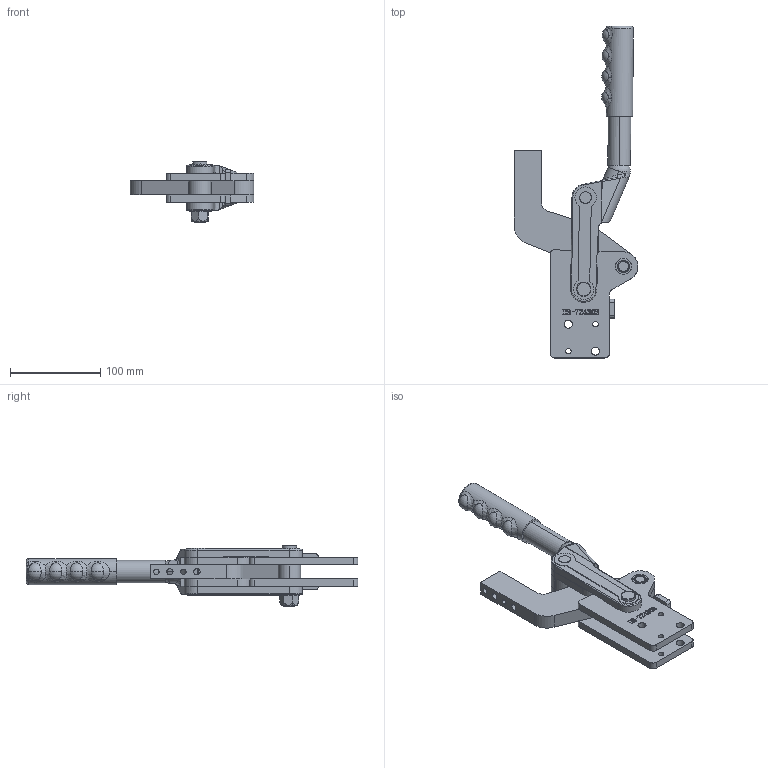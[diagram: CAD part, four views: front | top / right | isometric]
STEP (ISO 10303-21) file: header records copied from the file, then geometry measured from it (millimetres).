
FILE_DESCRIPTION (( 'STEP AP203' ), '1' );
FILE_NAME ('HS-72430B .STEP', '2019-08-29T07:09:29', ( '微软用户' ), ( '微软中国' ), 'SwSTEP 2.0', 'SolidWorks 2012', '' );
FILE_SCHEMA (( 'CONFIG_CONTROL_DESIGN' ));
Products named in the file (13): HS-72430B ; prevailing torque hex nuts 1-fine pitch gb_GB_HEXAGON_LOCK_TYPE2 M12-N; 眻种; 种1; 杶赽; 階杶; T倛种; 25#忒參杶; 忒參奪; 72425人头马; 揤旋; 72425蟀裝; 菁釱
Assembly tree (21 placements, depth 2):
  HS-72430B 
    菁釱
    72425蟀裝  x2
    揤旋
    72425人头马
    忒參奪
    25#忒參杶
    T倛种
    階杶
    杶赽  x8
    种1  x2
    眻种
    prevailing torque hex nuts 1-fine pitch gb_GB_HEXAGON_LOCK_TYPE2 M12-N
Bounding box: 137.13 x 367.77 x 67.5 mm (x, y, z)
Volume: 478291.9 mm3; surface area: 173366 mm2
Topology: 22 solids, 22 shells, 839 faces, 2118 edges, 1360 vertices
Faces by surface type: plane 348, cylinder 191, bspline 178, cone 91, sphere 18, torus 13
Entity records: 34075 total; most frequent: CARTESIAN_POINT 15780, ORIENTED_EDGE 3732, DIRECTION 2952, EDGE_CURVE 1866, VERTEX_POINT 1212, VECTOR 1086, LINE 1086, AXIS2_PLACEMENT_3D 933
